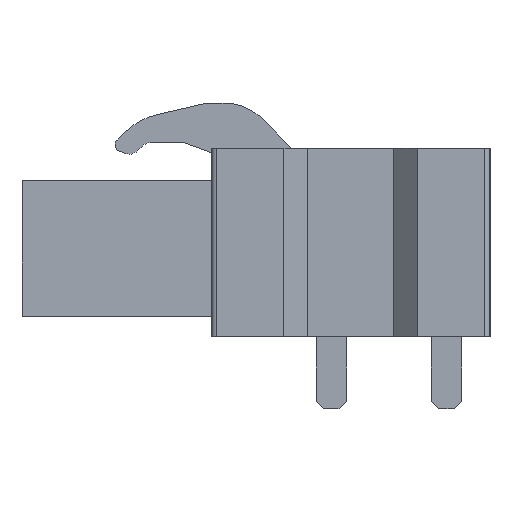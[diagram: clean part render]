
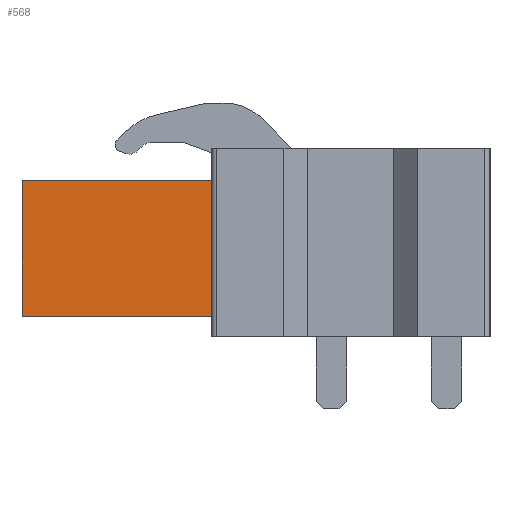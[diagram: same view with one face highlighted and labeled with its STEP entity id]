
A CAD part, left-side view. The second image highlights one B-rep face of the part: STEP entity #568.
In plain terms, the highlighted planar face has unit normal (-1, 0, 0).
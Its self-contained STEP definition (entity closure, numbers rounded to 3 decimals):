
#474=AXIS2_PLACEMENT_3D('Plane Axis2P3D',#471,#472,#473) ;
#89=CARTESIAN_POINT('Vertex',(5.08,20.65,4.075)) ;
#92=CARTESIAN_POINT('Line Origine',(5.08,20.65,7.075)) ;
#96=CARTESIAN_POINT('Vertex',(5.08,20.65,10.075)) ;
#471=CARTESIAN_POINT('Axis2P3D Location',(5.08,0.4,3.2)) ;
#511=CARTESIAN_POINT('Line Origine',(5.08,12.175,10.95)) ;
#515=CARTESIAN_POINT('Vertex',(5.08,12.05,10.95)) ;
#517=CARTESIAN_POINT('Vertex',(5.08,12.3,10.95)) ;
#520=CARTESIAN_POINT('Line Origine',(5.08,12.3,10.513)) ;
#524=CARTESIAN_POINT('Vertex',(5.08,12.3,10.075)) ;
#527=CARTESIAN_POINT('Line Origine',(5.08,16.475,10.075)) ;
#532=CARTESIAN_POINT('Line Origine',(5.08,16.475,4.075)) ;
#536=CARTESIAN_POINT('Vertex',(5.08,12.3,4.075)) ;
#539=CARTESIAN_POINT('Line Origine',(5.08,12.3,3.638)) ;
#543=CARTESIAN_POINT('Vertex',(5.08,12.3,3.2)) ;
#546=CARTESIAN_POINT('Line Origine',(5.08,12.175,3.2)) ;
#550=CARTESIAN_POINT('Vertex',(5.08,12.05,3.2)) ;
#553=CARTESIAN_POINT('Line Origine',(5.08,12.05,7.075)) ;
#93=DIRECTION('Vector Direction',(0.,0.,1.)) ;
#472=DIRECTION('Axis2P3D Direction',(-1.,0.,0.)) ;
#473=DIRECTION('Axis2P3D XDirection',(0.,0.,1.)) ;
#512=DIRECTION('Vector Direction',(0.,1.,0.)) ;
#521=DIRECTION('Vector Direction',(0.,0.,-1.)) ;
#528=DIRECTION('Vector Direction',(0.,1.,0.)) ;
#533=DIRECTION('Vector Direction',(0.,1.,0.)) ;
#540=DIRECTION('Vector Direction',(0.,0.,1.)) ;
#547=DIRECTION('Vector Direction',(0.,1.,0.)) ;
#554=DIRECTION('Vector Direction',(0.,0.,-1.)) ;
#94=VECTOR('Line Direction',#93,1.) ;
#513=VECTOR('Line Direction',#512,1.) ;
#522=VECTOR('Line Direction',#521,1.) ;
#529=VECTOR('Line Direction',#528,1.) ;
#534=VECTOR('Line Direction',#533,1.) ;
#541=VECTOR('Line Direction',#540,1.) ;
#548=VECTOR('Line Direction',#547,1.) ;
#555=VECTOR('Line Direction',#554,1.) ;
#559=ORIENTED_EDGE('',*,*,#519,.T.) ;
#560=ORIENTED_EDGE('',*,*,#526,.F.) ;
#561=ORIENTED_EDGE('',*,*,#531,.F.) ;
#562=ORIENTED_EDGE('',*,*,#98,.T.) ;
#563=ORIENTED_EDGE('',*,*,#538,.F.) ;
#564=ORIENTED_EDGE('',*,*,#545,.F.) ;
#565=ORIENTED_EDGE('',*,*,#552,.F.) ;
#566=ORIENTED_EDGE('',*,*,#557,.F.) ;
#568=ADVANCED_FACE('BLL5.08/20/90FI 3.2SN OR 1843930000',(#567),#475,.T.) ;
#98=EDGE_CURVE('',#97,#90,#95,.F.) ;
#519=EDGE_CURVE('',#516,#518,#514,.T.) ;
#526=EDGE_CURVE('',#525,#518,#523,.F.) ;
#531=EDGE_CURVE('',#97,#525,#530,.F.) ;
#538=EDGE_CURVE('',#537,#90,#535,.T.) ;
#545=EDGE_CURVE('',#544,#537,#542,.T.) ;
#552=EDGE_CURVE('',#551,#544,#549,.T.) ;
#557=EDGE_CURVE('',#516,#551,#556,.T.) ;
#558=EDGE_LOOP('',(#559,#560,#561,#562,#563,#564,#565,#566)) ;
#567=FACE_OUTER_BOUND('',#558,.T.) ;
#95=LINE('Line',#92,#94) ;
#514=LINE('Line',#511,#513) ;
#523=LINE('Line',#520,#522) ;
#530=LINE('Line',#527,#529) ;
#535=LINE('Line',#532,#534) ;
#542=LINE('Line',#539,#541) ;
#549=LINE('Line',#546,#548) ;
#556=LINE('Line',#553,#555) ;
#475=PLANE('',#474) ;
#90=VERTEX_POINT('',#89) ;
#97=VERTEX_POINT('',#96) ;
#516=VERTEX_POINT('',#515) ;
#518=VERTEX_POINT('',#517) ;
#525=VERTEX_POINT('',#524) ;
#537=VERTEX_POINT('',#536) ;
#544=VERTEX_POINT('',#543) ;
#551=VERTEX_POINT('',#550) ;
